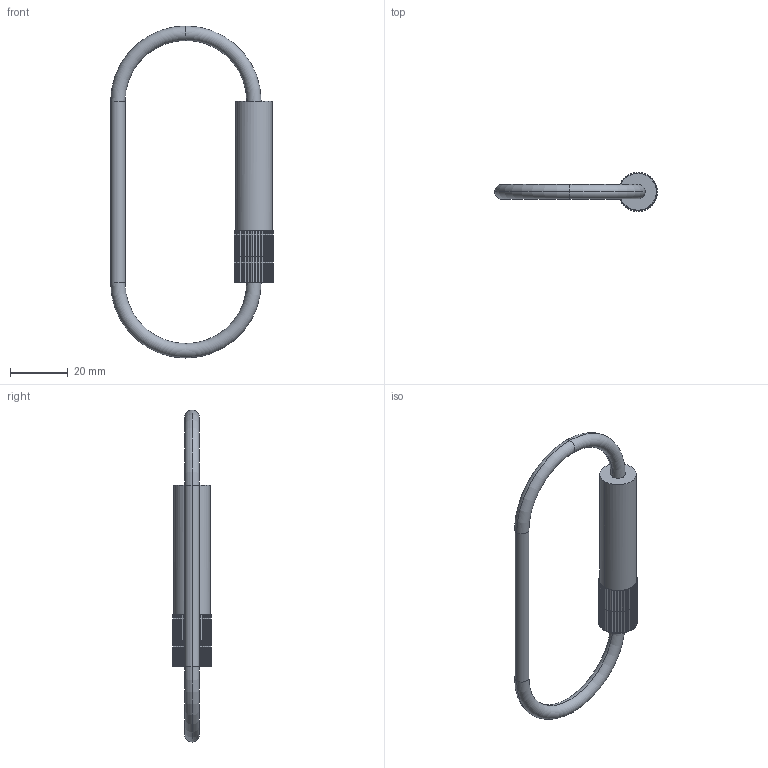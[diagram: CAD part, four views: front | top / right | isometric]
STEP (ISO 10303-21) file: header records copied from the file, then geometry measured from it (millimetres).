
FILE_DESCRIPTION (( 'STEP AP214' ), '1' );
FILE_NAME ('BF302.STEP', '2019-11-06T21:28:46', ( '' ), ( '' ), 'SwSTEP 2.0', 'SolidWorks 2016', '' );
FILE_SCHEMA (( 'AUTOMOTIVE_DESIGN' ));
Length unit declared in the file: millimetre
Products named in the file (1): BF302
Bounding box: 56.5 x 13.48 x 115.24 mm (x, y, z)
Volume: 12373.3 mm3; surface area: 6761.8 mm2
Topology: 3 solids, 3 shells, 268 faces, 738 edges, 476 vertices
Faces by surface type: cylinder 214, plane 48, torus 6
Entity records: 8854 total; most frequent: DIRECTION 1800, CARTESIAN_POINT 1483, ORIENTED_EDGE 1476, AXIS2_PLACEMENT_3D 793, EDGE_CURVE 738, CIRCLE 524, VERTEX_POINT 476, ADVANCED_FACE 268
